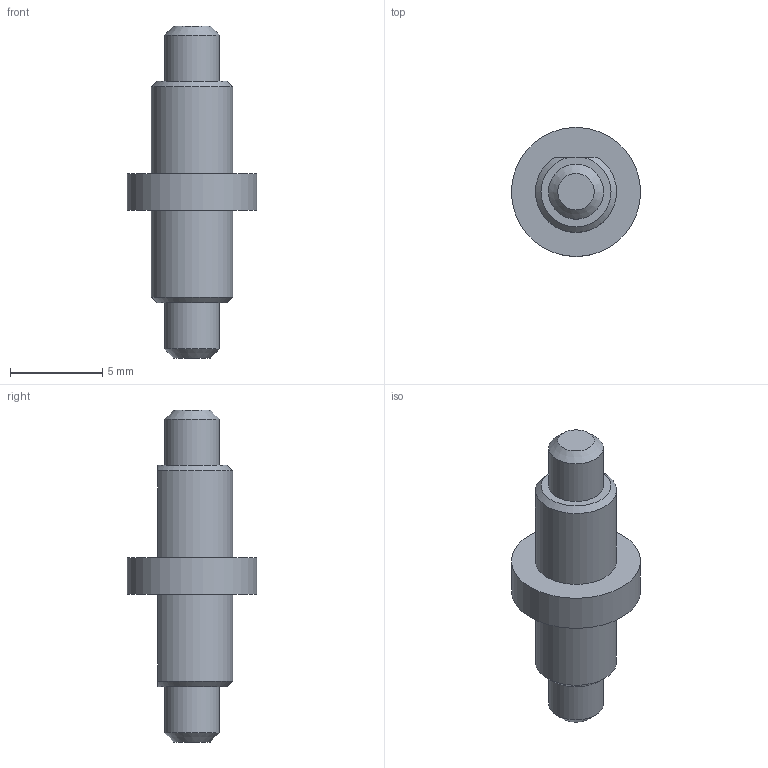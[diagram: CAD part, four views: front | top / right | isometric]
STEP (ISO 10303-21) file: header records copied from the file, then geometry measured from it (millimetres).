
FILE_DESCRIPTION(/* description */ (''),/* implementation_level */ '2;1');
FILE_NAME(/* name */ 'Axe de renvoi v13.step',/* time_stamp */ '2021-03-29T20:12:49+02:00',/* author */ (''),/* organization */ (''),/* preprocessor_version */ 'ST-DEVELOPER v18.1',/* originating_system */ 'Autodesk Translation Framework v9.10.0.1330',/* authorisation */ '');
FILE_SCHEMA (('AUTOMOTIVE_DESIGN { 1 0 10303 214 3 1 1 }'));
Length unit declared in the file: millimetre
Products named in the file (1): Axe de renvoi
Bounding box: 7 x 7 x 18 mm (x, y, z)
Volume: 262.6 mm3; surface area: 303.5 mm2
Topology: 1 solids, 1 shells, 17 faces, 31 edges, 20 vertices
Faces by surface type: plane 8, cylinder 5, cone 4
Full cylindrical faces by diameter (mm): 2.98 x2, 7 x1
Entity records: 452 total; most frequent: DIRECTION 77, CARTESIAN_POINT 77, ORIENTED_EDGE 62, AXIS2_PLACEMENT_3D 32, EDGE_CURVE 31, EDGE_LOOP 21, VERTEX_POINT 20, FACE_OUTER_BOUND 17
